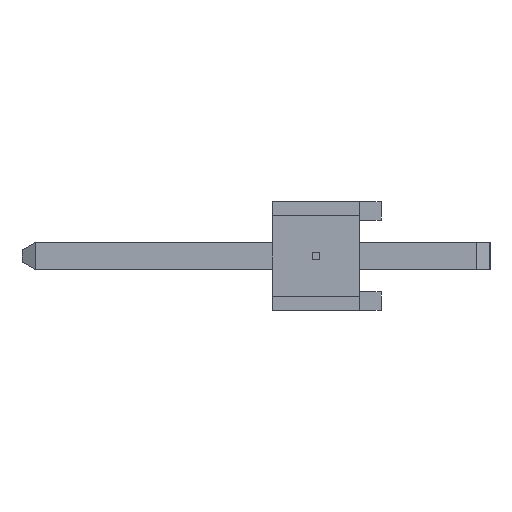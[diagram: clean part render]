
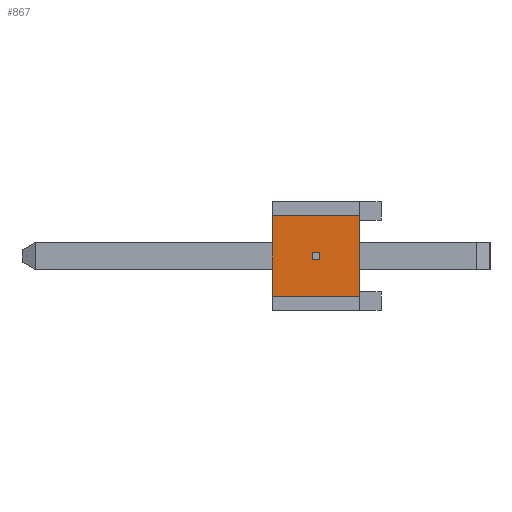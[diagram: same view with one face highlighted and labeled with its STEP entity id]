
A CAD part, left-side view. The second image highlights one B-rep face of the part: STEP entity #867.
In plain terms, the highlighted planar face has unit normal (-1, 0, 0).
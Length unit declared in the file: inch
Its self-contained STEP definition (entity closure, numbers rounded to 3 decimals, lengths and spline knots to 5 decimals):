
#867 = ADVANCED_FACE( '', ( #2143, #2144 ), #2145, .F. );
#2143 = FACE_BOUND( '', #3873, .T. );
#2144 = FACE_OUTER_BOUND( '', #3874, .T. );
#2145 = PLANE( '', #3875 );
#3873 = EDGE_LOOP( '', ( #6295, #6296, #6297, #6298 ) );
#3874 = EDGE_LOOP( '', ( #6299, #6300, #6301, #6302 ) );
#3875 = AXIS2_PLACEMENT_3D( '', #6303, #6304, #6305 );
#6295 = ORIENTED_EDGE( '', *, *, #10953, .F. );
#6296 = ORIENTED_EDGE( '', *, *, #10954, .F. );
#6297 = ORIENTED_EDGE( '', *, *, #10955, .F. );
#6298 = ORIENTED_EDGE( '', *, *, #10956, .F. );
#6299 = ORIENTED_EDGE( '', *, *, #10957, .F. );
#6300 = ORIENTED_EDGE( '', *, *, #10958, .F. );
#6301 = ORIENTED_EDGE( '', *, *, #10959, .F. );
#6302 = ORIENTED_EDGE( '', *, *, #10960, .F. );
#6303 = CARTESIAN_POINT( '', ( -0.542, 0., 0. ) );
#6304 = DIRECTION( '', ( 1., 0., 0. ) );
#6305 = DIRECTION( '', ( 0., 0., -1. ) );
#10953 = EDGE_CURVE( '', #13406, #13407, #13408, .T. );
#10954 = EDGE_CURVE( '', #13409, #13406, #13410, .T. );
#10955 = EDGE_CURVE( '', #13411, #13409, #13412, .T. );
#10956 = EDGE_CURVE( '', #13407, #13411, #13413, .T. );
#10957 = EDGE_CURVE( '', #13414, #13415, #13416, .T. );
#10958 = EDGE_CURVE( '', #13417, #13414, #13418, .T. );
#10959 = EDGE_CURVE( '', #13419, #13417, #13420, .T. );
#10960 = EDGE_CURVE( '', #13415, #13419, #13421, .T. );
#13406 = VERTEX_POINT( '', #16814 );
#13407 = VERTEX_POINT( '', #16815 );
#13408 = LINE( '', #16816, #16817 );
#13409 = VERTEX_POINT( '', #16818 );
#13410 = LINE( '', #16819, #16820 );
#13411 = VERTEX_POINT( '', #16821 );
#13412 = LINE( '', #16822, #16823 );
#13413 = LINE( '', #16824, #16825 );
#13414 = VERTEX_POINT( '', #16826 );
#13415 = VERTEX_POINT( '', #16827 );
#13416 = LINE( '', #16828, #16829 );
#13417 = VERTEX_POINT( '', #16830 );
#13418 = LINE( '', #16831, #16832 );
#13419 = VERTEX_POINT( '', #16833 );
#13420 = LINE( '', #16834, #16835 );
#13421 = LINE( '', #16836, #16837 );
#16814 = CARTESIAN_POINT( '', ( -0.542, 0.06353, 0.00339 ) );
#16815 = CARTESIAN_POINT( '', ( -0.542, 0.06353, -0.00339 ) );
#16816 = CARTESIAN_POINT( '', ( -0.542, 0.06353, 0. ) );
#16817 = VECTOR( '', #19997, 39.37008 );
#16818 = CARTESIAN_POINT( '', ( -0.542, 0.05647, 0.00339 ) );
#16819 = CARTESIAN_POINT( '', ( -0.542, 0., 0.00339 ) );
#16820 = VECTOR( '', #19998, 39.37008 );
#16821 = CARTESIAN_POINT( '', ( -0.542, 0.05647, -0.00339 ) );
#16822 = CARTESIAN_POINT( '', ( -0.542, 0.05647, 0. ) );
#16823 = VECTOR( '', #19999, 39.37008 );
#16824 = CARTESIAN_POINT( '', ( -0.542, 0., -0.00339 ) );
#16825 = VECTOR( '', #20000, 39.37008 );
#16826 = CARTESIAN_POINT( '', ( -0.542, 0.02, 0.037 ) );
#16827 = CARTESIAN_POINT( '', ( -0.542, 0.02, -0.037 ) );
#16828 = CARTESIAN_POINT( '', ( -0.542, 0.02, 0. ) );
#16829 = VECTOR( '', #20001, 39.37008 );
#16830 = CARTESIAN_POINT( '', ( -0.542, 0.1, 0.037 ) );
#16831 = CARTESIAN_POINT( '', ( -0.542, 0.1, 0.037 ) );
#16832 = VECTOR( '', #20002, 39.37008 );
#16833 = CARTESIAN_POINT( '', ( -0.542, 0.1, -0.037 ) );
#16834 = CARTESIAN_POINT( '', ( -0.542, 0.1, -0.037 ) );
#16835 = VECTOR( '', #20003, 39.37008 );
#16836 = CARTESIAN_POINT( '', ( -0.542, 0., -0.037 ) );
#16837 = VECTOR( '', #20004, 39.37008 );
#19997 = DIRECTION( '', ( 0., 0., -1. ) );
#19998 = DIRECTION( '', ( 0., 1., 0. ) );
#19999 = DIRECTION( '', ( 0., 0., 1. ) );
#20000 = DIRECTION( '', ( 0., -1., 0. ) );
#20001 = DIRECTION( '', ( 0., 0., -1. ) );
#20002 = DIRECTION( '', ( 0., -1., 0. ) );
#20003 = DIRECTION( '', ( 0., 0., 1. ) );
#20004 = DIRECTION( '', ( 0., 1., 0. ) );
